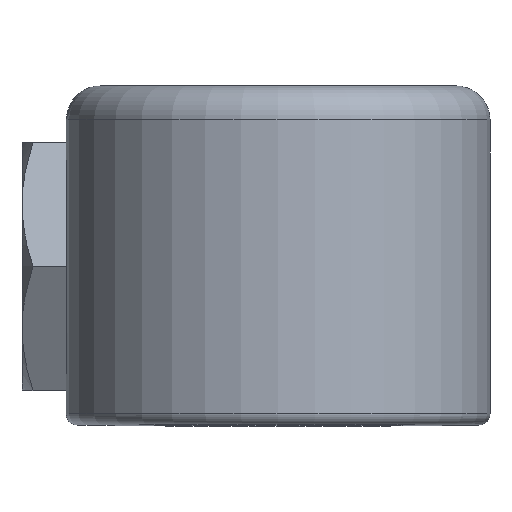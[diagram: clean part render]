
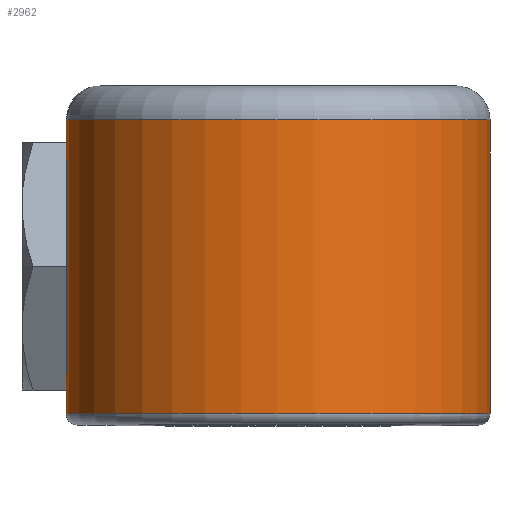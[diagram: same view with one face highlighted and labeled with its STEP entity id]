
A CAD part, top view. The second image highlights one B-rep face of the part: STEP entity #2962.
In plain terms, the highlighted cylindrical face has radius 9.525 mm (diameter 19.05 mm), a partial arc.
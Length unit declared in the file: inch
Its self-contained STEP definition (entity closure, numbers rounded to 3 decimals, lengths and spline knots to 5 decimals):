
#776=CARTESIAN_POINT('',(0.,0.54,0.));
#777=DIRECTION('',(0.,1.,0.));
#778=DIRECTION('',(-0.984,0.,-0.177));
#779=AXIS2_PLACEMENT_3D('',#776,#777,#778);
#885=DIRECTION('',(0.,1.,0.));
#886=VECTOR('',#885,0.52);
#887=CARTESIAN_POINT('',(0.36908,0.02,-0.06638));
#888=LINE('',#887,#886);
#988=CARTESIAN_POINT('',(0.,0.02,0.));
#989=DIRECTION('',(0.,-1.,0.));
#990=DIRECTION('',(0.984,0.,-0.177));
#991=AXIS2_PLACEMENT_3D('',#988,#989,#990);
#1048=CARTESIAN_POINT('',(-0.36908,0.45645,
-0.06638));
#1049=CARTESIAN_POINT('',(-0.37058,0.44176,
-0.05803));
#1050=CARTESIAN_POINT('',(-0.37266,0.41084,
-0.04322));
#1051=CARTESIAN_POINT('',(-0.37404,0.36031,
-0.02761));
#1052=CARTESIAN_POINT('',(-0.37449,0.30767,
-0.01967));
#1053=CARTESIAN_POINT('',(-0.37449,0.25433,
-0.01967));
#1054=CARTESIAN_POINT('',(-0.37404,0.20169,
-0.02761));
#1055=CARTESIAN_POINT('',(-0.37266,0.15116,
-0.04322));
#1056=CARTESIAN_POINT('',(-0.37058,0.12024,
-0.05803));
#1057=CARTESIAN_POINT('',(-0.36908,0.10555,
-0.06638));
#1426=DIRECTION('',(0.,1.,0.));
#1427=VECTOR('',#1426,0.08555);
#1428=CARTESIAN_POINT('',(-0.36908,0.02,-0.06638));
#1429=LINE('',#1428,#1427);
#1433=DIRECTION('',(0.,1.,0.));
#1434=VECTOR('',#1433,0.08355);
#1435=CARTESIAN_POINT('',(-0.36908,0.45645,
-0.06638));
#1436=LINE('',#1435,#1434);
#1523=VERTEX_POINT('',#1048);
#1524=VERTEX_POINT('',#1057);
#1632=CARTESIAN_POINT('',(-0.36908,0.54,-0.06638));
#1633=CARTESIAN_POINT('',(0.36908,0.54,-0.06638));
#1634=VERTEX_POINT('',#1632);
#1635=VERTEX_POINT('',#1633);
#1660=CARTESIAN_POINT('',(-0.36908,0.02,-0.06638));
#1661=VERTEX_POINT('',#1660);
#1664=CARTESIAN_POINT('',(0.36908,0.02,-0.06638));
#1665=VERTEX_POINT('',#1664);
#2949=CARTESIAN_POINT('',(0.,0.,0.));
#2950=DIRECTION('',(0.,1.,0.));
#2951=DIRECTION('',(-1.,0.,0.));
#2952=AXIS2_PLACEMENT_3D('',#2949,#2950,#2951);
#2953=CYLINDRICAL_SURFACE('',#2952,0.375);
#2954=ORIENTED_EDGE('',*,*,#2433,.T.);
#2955=ORIENTED_EDGE('',*,*,#2038,.T.);
#2956=ORIENTED_EDGE('',*,*,#2464,.F.);
#2957=ORIENTED_EDGE('',*,*,#2022,.T.);
#2958=ORIENTED_EDGE('',*,*,#2230,.T.);
#2959=ORIENTED_EDGE('',*,*,#2284,.F.);
#2960=EDGE_LOOP('',(#2954,#2955,#2956,#2957,#2958,#2959));
#2961=FACE_OUTER_BOUND('',#2960,.F.);
#780=CIRCLE('',#779,0.375);
#992=CIRCLE('',#991,0.375);
#1058=B_SPLINE_CURVE_WITH_KNOTS('',3,(#1048,#1049,#1050,#1051,#1052,#1053,#1054,
#1055,#1056,#1057),.UNSPECIFIED.,.F.,.F.,(4,1,1,1,1,1,1,4),(0.,
0.14286,0.28571,0.42857,0.57143,
0.71429,0.85714,1.),.UNSPECIFIED.);
#2022=EDGE_CURVE('',#1523,#1634,#1436,.T.);
#2038=EDGE_CURVE('',#1661,#1524,#1429,.T.);
#2230=EDGE_CURVE('',#1634,#1635,#780,.T.);
#2284=EDGE_CURVE('',#1665,#1635,#888,.T.);
#2433=EDGE_CURVE('',#1665,#1661,#992,.T.);
#2464=EDGE_CURVE('',#1523,#1524,#1058,.T.);
#2962=ADVANCED_FACE('',(#2961),#2953,.T.);
